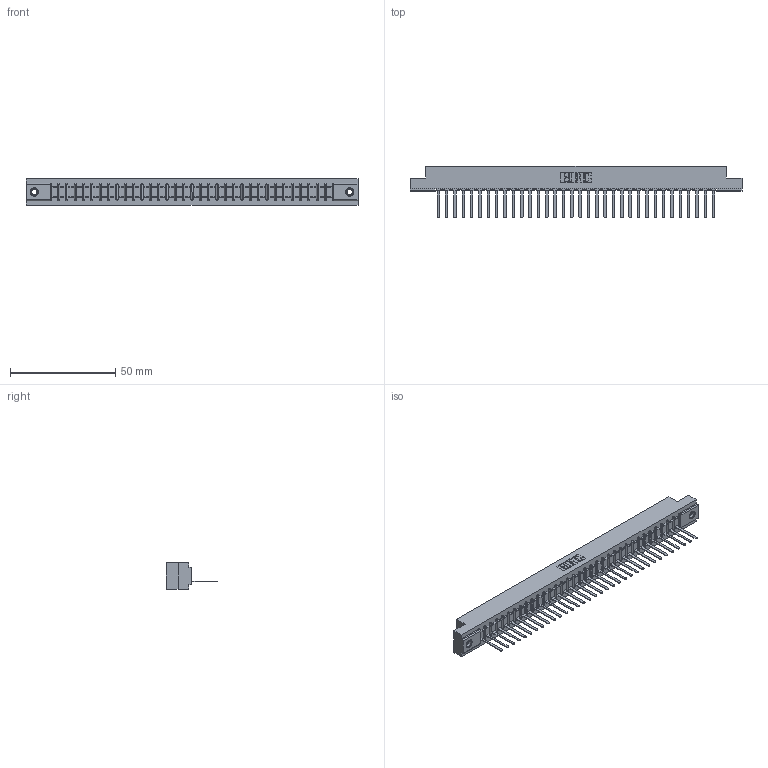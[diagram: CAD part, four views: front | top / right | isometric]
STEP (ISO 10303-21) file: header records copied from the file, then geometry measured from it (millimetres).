
FILE_DESCRIPTION (( 'STEP AP203' ), '1' );
FILE_NAME ('307-034-441-107.STEP', '2020-09-28T21:26:37', ( '' ), ( '' ), 'SwSTEP 2.0', 'SolidWorks 2020', '' );
FILE_SCHEMA (( 'CONFIG_CONTROL_DESIGN' ));
Length unit declared in the file: inch
Products named in the file (4): 307-290-002_541; 307 Part_.156 Dia Mounting Holes; 345-250-001_345-250-005-103; 307-034-441-107
Assembly tree (37 placements, depth 2):
  307-034-441-107
    307 Part_.156 Dia Mounting Holes
    307-290-002_541  x34
    345-250-001_345-250-005-103  x2
Bounding box: 157.73 x 24.59 x 12.7 mm (x, y, z)
Volume: 16902.3 mm3; surface area: 21727.1 mm2
Topology: 37 solids, 37 shells, 2729 faces, 8347 edges, 5462 vertices
Faces by surface type: plane 1632, cylinder 1011, sphere 70, cone 12, torus 4
Entity records: 32037 total; most frequent: CARTESIAN_POINT 5383, ORIENTED_EDGE 5366, DIRECTION 5243, EDGE_CURVE 2683, VECTOR 2051, LINE 2051, VERTEX_POINT 1736, AXIS2_PLACEMENT_3D 1596
